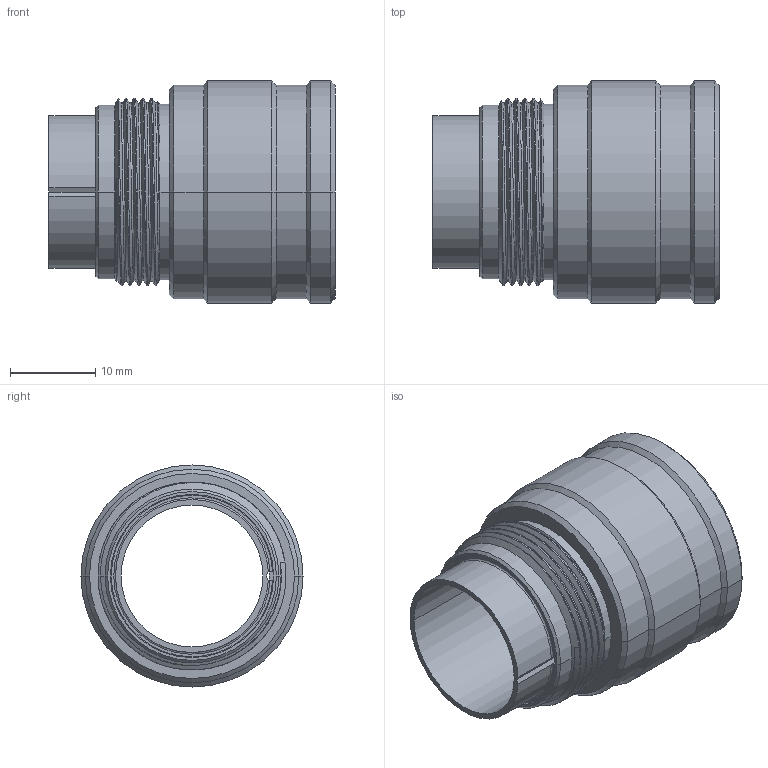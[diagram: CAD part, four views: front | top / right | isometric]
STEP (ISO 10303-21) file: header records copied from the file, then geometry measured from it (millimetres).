
FILE_DESCRIPTION((''),'2;1');
FILE_NAME('13303PM20','2018-03-19T15:43:52',('cgregory'),('NET AG system integration'),'CREO PARAMETRIC BY PTC INC, 2017260','CREO PARAMETRIC BY PTC INC, 2017260','');
FILE_SCHEMA(('AUTOMOTIVE_DESIGN { 1 0 10303 214 1 1 1 1 }'));
Length unit declared in the file: millimetre
Products named in the file (1): 13303PM20
Bounding box: 33.5 x 26 x 26 mm (x, y, z)
Volume: 5625 mm3; surface area: 6247.6 mm2
Topology: 1 solids, 1 shells, 87 faces, 212 edges, 131 vertices
Faces by surface type: cylinder 42, cone 18, plane 14, bspline 12, torus 1
Entity records: 8082 total; most frequent: CARTESIAN_POINT 5790, ORIENTED_EDGE 424, DIRECTION 363, EDGE_CURVE 212, AXIS2_PLACEMENT_3D 139, VERTEX_POINT 131, EDGE_LOOP 95, FACE_OUTER_BOUND 87
